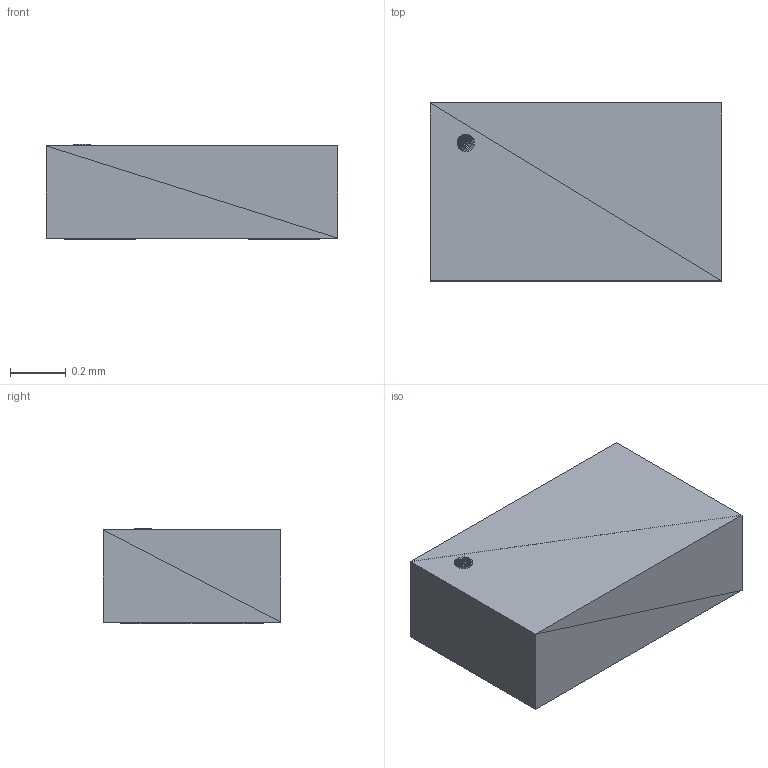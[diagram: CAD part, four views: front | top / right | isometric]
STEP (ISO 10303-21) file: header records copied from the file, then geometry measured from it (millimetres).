
FILE_DESCRIPTION((''),'2;1');
FILE_NAME('YJC0003A_TEX', '2025-10-16T04:40:11', (''), (''), 'ImageToStl.com STEP Converter','', '');
FILE_SCHEMA(('AUTOMOTIVE_DESIGN_CC2'));
Length unit declared in the file: metre
Products named in the file (1): product0
Bounding box: 1.04 x 0.64 x 0.34 mm (x, y, z)
Surface area: 2.9 mm2 (no closed solid volume)
Topology: 0 solids, 188 shells, 188 faces, 564 edges, 104 vertices
Faces by surface type: plane 188
Entity records: 4372 total; most frequent: DIRECTION 942, ORIENTED_EDGE 564, EDGE_CURVE 564, LINE 564, VECTOR 564, AXIS2_PLACEMENT_3D 189, FACE_SURFACE 188, PLANE 188
